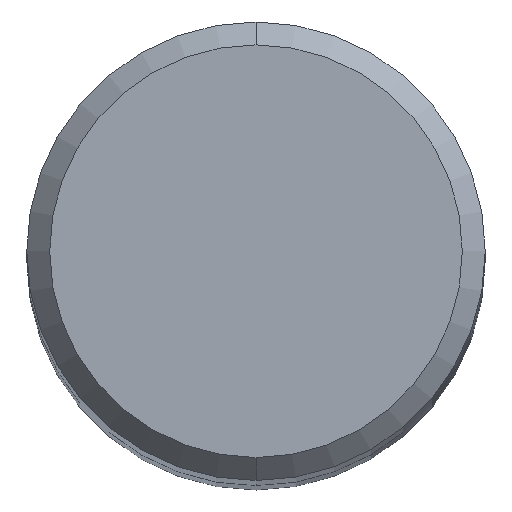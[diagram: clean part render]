
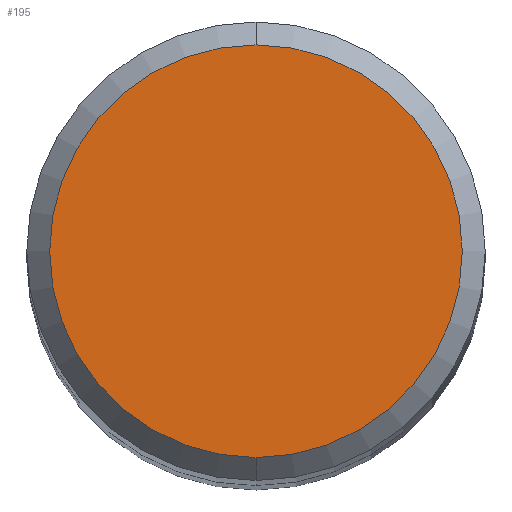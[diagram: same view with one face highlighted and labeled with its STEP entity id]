
A CAD part, top view. The second image highlights one B-rep face of the part: STEP entity #195.
In plain terms, the highlighted planar face has unit normal (0, 0, 1).
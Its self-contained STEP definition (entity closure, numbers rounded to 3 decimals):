
#195=ADVANCED_FACE('',(#472),#473,.T.);
#245=VERTEX_POINT('',#533);
#273=VERTEX_POINT('',#562);
#285=EDGE_CURVE('',#245,#273,#576,.T.);
#357=EDGE_CURVE('',#273,#245,#654,.T.);
#472=FACE_OUTER_BOUND('',#825,.T.);
#473=PLANE('',#826);
#533=CARTESIAN_POINT('',(0.0,7.2,0.0));
#562=CARTESIAN_POINT('',(0.,-7.2,0.0));
#576=CIRCLE('',#1036,7.2);
#654=CIRCLE('',#1190,7.2);
#825=EDGE_LOOP('',(#1403,#1404));
#826=AXIS2_PLACEMENT_3D('',#1405,#1406,#1407);
#1036=AXIS2_PLACEMENT_3D('',#1552,#1553,#1554);
#1190=AXIS2_PLACEMENT_3D('',#1636,#1637,#1638);
#1403=ORIENTED_EDGE('',*,*,#285,.F.);
#1404=ORIENTED_EDGE('',*,*,#357,.F.);
#1405=CARTESIAN_POINT('',(0.0,3.6,0.0));
#1406=DIRECTION('',(-0.0,0.0,1.0));
#1407=DIRECTION('',(0.0,-1.0,0.0));
#1552=CARTESIAN_POINT('',(0.0,0.0,0.0));
#1553=DIRECTION('',(0.0,0.0,-1.0));
#1554=DIRECTION('',(0.0,1.0,0.0));
#1636=CARTESIAN_POINT('',(0.0,0.0,0.0));
#1637=DIRECTION('',(0.0,0.0,-1.0));
#1638=DIRECTION('',(0.0,1.0,0.0));
